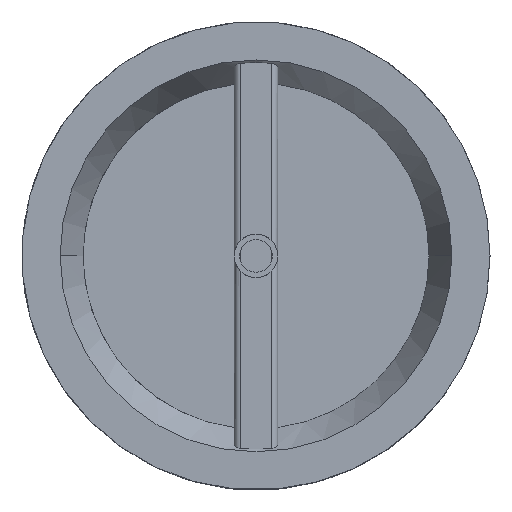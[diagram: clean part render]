
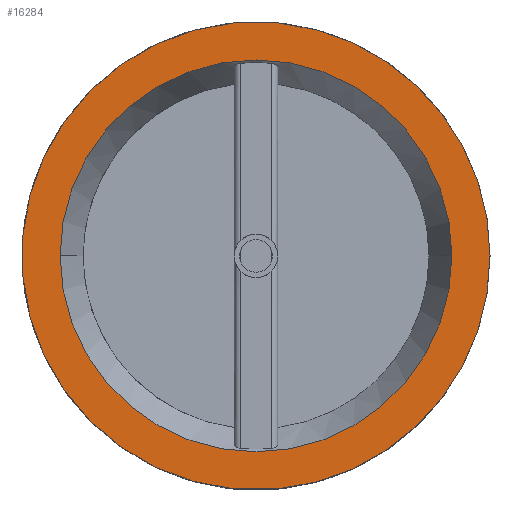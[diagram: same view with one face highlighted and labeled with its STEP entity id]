
A CAD part, top view. The second image highlights one B-rep face of the part: STEP entity #16284.
In plain terms, the highlighted planar face has unit normal (0, 0, 1).
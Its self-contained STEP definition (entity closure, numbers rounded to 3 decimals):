
#1644 = CARTESIAN_POINT ( 'NONE',  ( 20.712, -214., 0. ) ) ;
#1645 = DIRECTION ( 'NONE',  ( 1., 0., 0. ) ) ;
#1646 = DIRECTION ( 'NONE',  ( 0., 0., 1. ) ) ;
#1647 = CARTESIAN_POINT ( 'NONE',  ( 0., 0., 0. ) ) ;
#1648 = AXIS2_PLACEMENT_3D ( 'NONE', #1647, #1646, #1645 ) ;
#1649 = CIRCLE ( 'NONE', #1648, 215. ) ;
#1650 = CARTESIAN_POINT ( 'NONE',  ( 215., 0., 0. ) ) ;
#7136 = DIRECTION ( 'NONE',  ( 1., 0., 0. ) ) ;
#7137 = DIRECTION ( 'NONE',  ( 0., 0., 1. ) ) ;
#7138 = CARTESIAN_POINT ( 'NONE',  ( 0., 0., 0. ) ) ;
#7139 = AXIS2_PLACEMENT_3D ( 'NONE', #7138, #7137, #7136 ) ;
#7140 = CIRCLE ( 'NONE', #7139, 215. ) ;
#7146 = CARTESIAN_POINT ( 'NONE',  ( 20.712, 214., 0. ) ) ;
#7464 = DIRECTION ( 'NONE',  ( 1., 0., 0. ) ) ;
#7465 = VECTOR ( 'NONE', #7464, 1000. ) ;
#7466 = CARTESIAN_POINT ( 'NONE',  ( -20.712, 214., 0. ) ) ;
#7467 = LINE ( 'NONE', #7466, #7465 ) ;
#7550 = DIRECTION ( 'NONE',  ( -1., 0., 0. ) ) ;
#7551 = VECTOR ( 'NONE', #7550, 1000. ) ;
#7552 = CARTESIAN_POINT ( 'NONE',  ( -20.712, -214., 0. ) ) ;
#7553 = LINE ( 'NONE', #7552, #7551 ) ;
#7554 = CARTESIAN_POINT ( 'NONE',  ( -20.712, -214., 0. ) ) ;
#7555 = CARTESIAN_POINT ( 'NONE',  ( -20.712, 214., 0. ) ) ;
#7556 = DIRECTION ( 'NONE',  ( 1., 0., 0. ) ) ;
#7557 = DIRECTION ( 'NONE',  ( 0., 0., 1. ) ) ;
#7558 = AXIS2_PLACEMENT_3D ( 'NONE', #7564, #7557, #7556 ) ;
#7559 = CIRCLE ( 'NONE', #7558, 215. ) ;
#7560 = DIRECTION ( 'NONE',  ( -1., 0., 0. ) ) ;
#7561 = DIRECTION ( 'NONE',  ( 0., 0., -1. ) ) ;
#7562 = CARTESIAN_POINT ( 'NONE',  ( -180., 0., 0. ) ) ;
#7563 = AXIS2_PLACEMENT_3D ( 'NONE', #7562, #7561, #7560 ) ;
#7564 = CARTESIAN_POINT ( 'NONE',  ( 0., 0., 0. ) ) ;
#7565 = PLANE ( 'NONE',  #7563 ) ;
#7566 = FACE_BOUND ( 'NONE', #16265, .T. ) ;
#7567 = DIRECTION ( 'NONE',  ( 1., 0., 0. ) ) ;
#7568 = DIRECTION ( 'NONE',  ( 0., 0., 1. ) ) ;
#7569 = AXIS2_PLACEMENT_3D ( 'NONE', #7575, #7568, #7567 ) ;
#7570 = CIRCLE ( 'NONE', #7569, 180. ) ;
#7571 = FACE_OUTER_BOUND ( 'NONE', #16285, .T. ) ;
#7575 = CARTESIAN_POINT ( 'NONE',  ( 0., 0., 0. ) ) ;
#15265 = CIRCLE ( 'NONE', #15317, 180. ) ;
#15299 = CARTESIAN_POINT ( 'NONE',  ( -180., 0., 0. ) ) ;
#15313 = CARTESIAN_POINT ( 'NONE',  ( 180., 0., 0. ) ) ;
#15314 = DIRECTION ( 'NONE',  ( 1., 0., 0. ) ) ;
#15315 = DIRECTION ( 'NONE',  ( 0., 0., 1. ) ) ;
#15316 = CARTESIAN_POINT ( 'NONE',  ( 0., 0., 0. ) ) ;
#15317 = AXIS2_PLACEMENT_3D ( 'NONE', #15316, #15315, #15314 ) ;
#15627 = EDGE_CURVE ( 'NONE', #15638, #15628, #15265, .T. ) ;
#15628 = VERTEX_POINT ( 'NONE', #15313 ) ;
#15638 = VERTEX_POINT ( 'NONE', #15299 ) ;
#16167 = VERTEX_POINT ( 'NONE', #7146 ) ;
#16170 = EDGE_CURVE ( 'NONE', #18125, #16167, #7140, .T. ) ;
#16262 = ORIENTED_EDGE ( 'NONE', *, *, #16263, .F. ) ;
#16263 = EDGE_CURVE ( 'NONE', #16288, #16167, #7467, .T. ) ;
#16265 = EDGE_LOOP ( 'NONE', ( #16269, #16271 ) ) ;
#16269 = ORIENTED_EDGE ( 'NONE', *, *, #16283, .F. ) ;
#16271 = ORIENTED_EDGE ( 'NONE', *, *, #15627, .F. ) ;
#16283 = EDGE_CURVE ( 'NONE', #15628, #15638, #7570, .T. ) ;
#16284 = ADVANCED_FACE ( 'NONE', ( #7571, #7566 ), #7565, .F. ) ;
#16285 = EDGE_LOOP ( 'NONE', ( #16286, #16290, #16341, #16342, #16262 ) ) ;
#16286 = ORIENTED_EDGE ( 'NONE', *, *, #16287, .T. ) ;
#16287 = EDGE_CURVE ( 'NONE', #16288, #16289, #7559, .T. ) ;
#16288 = VERTEX_POINT ( 'NONE', #7555 ) ;
#16289 = VERTEX_POINT ( 'NONE', #7554 ) ;
#16290 = ORIENTED_EDGE ( 'NONE', *, *, #16291, .F. ) ;
#16291 = EDGE_CURVE ( 'NONE', #18128, #16289, #7553, .T. ) ;
#16341 = ORIENTED_EDGE ( 'NONE', *, *, #18127, .T. ) ;
#16342 = ORIENTED_EDGE ( 'NONE', *, *, #16170, .T. ) ;
#18125 = VERTEX_POINT ( 'NONE', #1650 ) ;
#18127 = EDGE_CURVE ( 'NONE', #18128, #18125, #1649, .T. ) ;
#18128 = VERTEX_POINT ( 'NONE', #1644 ) ;
